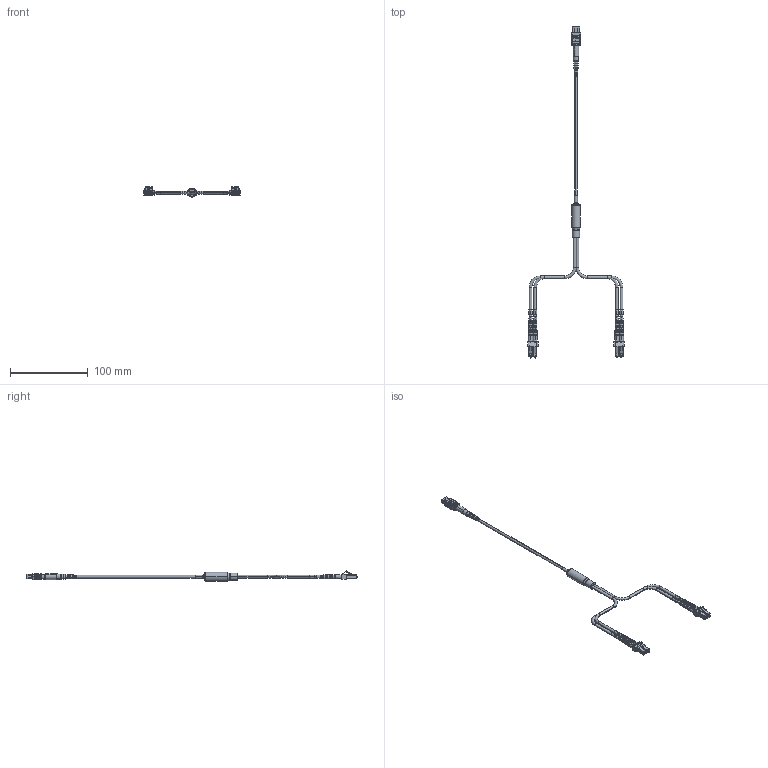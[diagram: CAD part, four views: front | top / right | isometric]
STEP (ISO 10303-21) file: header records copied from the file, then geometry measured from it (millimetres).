
FILE_DESCRIPTION (( 'STEP AP214' ), '1' );
FILE_NAME ('MPF12OM3-20LCR_3D.STEP', '2021-03-15T21:06:51', ( '' ), ( '' ), 'SwSTEP 2.0', 'SolidWorks 2020', '' );
FILE_SCHEMA (( 'AUTOMOTIVE_DESIGN' ));
Length unit declared in the file: inch
Products named in the file (17): MPF24-MPF-MA7; CONN-LC3-240-3_with short boot (30mm lg); 3AB04-014-MA5; MPF12OM3-20LCR_3D; CONN-LC3-240-3-MA1; 3AB04-014-MA2_FEMALE (without pins); CONN-LC3-240-3-MA3; MPF24-MPF-MA2_ROUND; MPF24-MPF-MA4; MPF24-MPF-MA1; MPF24-MPF-MA9_.150 NUMBERS; LC-CONN_with short boot (30mm lg); 3AB04-014-MA4; CONN-LC3-240-3-MA4; 3AB04-014-MA3; 3AB04-014-MA1; 3AB04-014_FEMALE (without pins)
Assembly tree (23 placements, depth 4):
  MPF12OM3-20LCR_3D
    MPF24-MPF-MA1
    MPF24-MPF-MA2_ROUND
    3AB04-014_FEMALE (without pins)
      3AB04-014-MA2_FEMALE (without pins)
      3AB04-014-MA3
      3AB04-014-MA4
      3AB04-014-MA1
      3AB04-014-MA5
    MPF24-MPF-MA4  x2
    CONN-LC3-240-3_with short boot (30mm lg)  x2
      LC-CONN_with short boot (30mm lg)
        CONN-LC3-240-3-MA1
        CONN-LC3-240-3-MA4
      CONN-LC3-240-3-MA3
    MPF24-MPF-MA7  x2
    MPF24-MPF-MA9_.150 NUMBERS  x4
Bounding box: 124.38 x 426.89 x 13.08 mm (x, y, z)
Volume: 16643.1 mm3; surface area: 22517 mm2
Topology: 25 solids, 25 shells, 1182 faces, 3256 edges, 2082 vertices
Faces by surface type: plane 801, cylinder 211, cone 82, bspline 38, torus 34, sphere 16
Entity records: 24639 total; most frequent: CARTESIAN_POINT 6292, ORIENTED_EDGE 3588, DIRECTION 3380, EDGE_CURVE 1794, VERTEX_POINT 1162, VECTOR 1148, LINE 1148, AXIS2_PLACEMENT_3D 1116
